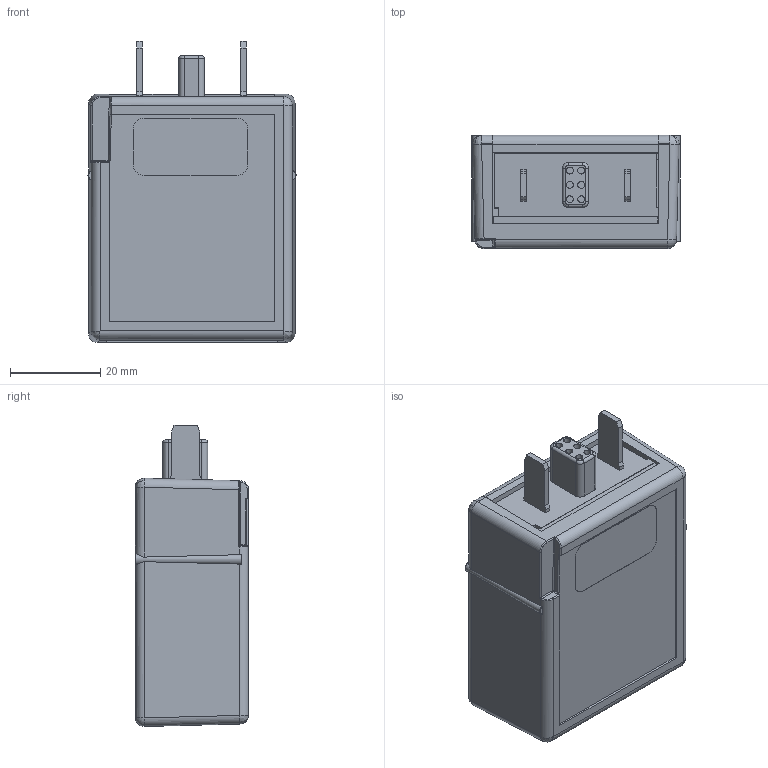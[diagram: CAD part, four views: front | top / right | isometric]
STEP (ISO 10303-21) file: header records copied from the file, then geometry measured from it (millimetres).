
FILE_DESCRIPTION (( 'STEP AP214' ), '1' );
FILE_NAME ('1000-831-E.STEP', '2019-01-22T20:00:03', ( '' ), ( '' ), 'SwSTEP 2.0', 'SolidWorks 2018', '' );
FILE_SCHEMA (( 'AUTOMOTIVE_DESIGN' ));
Length unit declared in the file: inch
Products named in the file (23): 3450-096; 2250-600; 2003-1052; 2004-072 rev 04; 1000-831-E; 2102-195 rev 01; 2200-296; 2003-1148; 2003-1149; 2001-137; 2500-209; 3450-095
Assembly tree (12 placements, depth 3):
  3450-096
  2003-1052
  2004-072 rev 04
  1000-831-E
    2001-137
    2004-072 rev 04
    2102-195 rev 01  x2
    2250-600
      2200-296
      3450-095
      3450-096
      2500-209
    2003-1148
    2003-1149
    2003-1052
  2200-296
Bounding box: 46 x 25 x 66.55 mm (x, y, z)
Volume: 27761.2 mm3; surface area: 32798.9 mm2
Topology: 29 solids, 29 shells, 992 faces, 2501 edges, 1620 vertices
Faces by surface type: plane 539, cylinder 210, bspline 145, torus 49, cone 44, sphere 5
Entity records: 41944 total; most frequent: CARTESIAN_POINT 12776, ORIENTED_EDGE 4866, DIRECTION 4216, EDGE_CURVE 2433, VERTEX_POINT 1582, LINE 1552, VECTOR 1552, AXIS2_PLACEMENT_3D 1332
